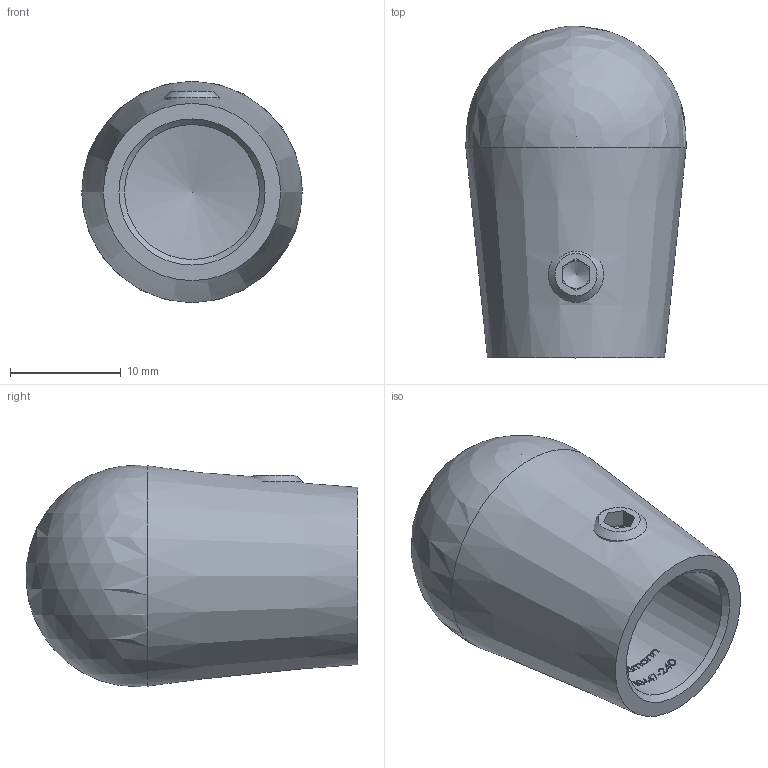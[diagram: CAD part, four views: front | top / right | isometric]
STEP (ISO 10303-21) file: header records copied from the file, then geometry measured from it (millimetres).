
FILE_DESCRIPTION (( 'STEP AP203' ), '1' );
FILE_NAME ('50447-240.step', '2022-04-01T09:50:33', ( '' ), ( '' ), 'SwSTEP 2.0', 'SolidWorks 2018', '' );
FILE_SCHEMA (( 'CONFIG_CONTROL_DESIGN' ));
Length unit declared in the file: millimetre
Products named in the file (3): 5044x-240 Teil1_50447-240 Teil1; 50447-240; DIN913_DIN 913 M5x3
Assembly tree (2 placements, depth 2):
  50447-240
    5044x-240 Teil1_50447-240 Teil1
    DIN913_DIN 913 M5x3
Bounding box: 19.9 x 29.97 x 20 mm (x, y, z)
Volume: 5428.1 mm3; surface area: 2635.3 mm2
Topology: 2 solids, 2 shells, 245 faces, 642 edges, 425 vertices
Faces by surface type: plane 130, bspline 80, cylinder 28, cone 6, sphere 1
Full cylindrical faces by diameter (mm): 4.2 x1, 5 x1, 12.2 x1
Entity records: 11069 total; most frequent: CARTESIAN_POINT 5326, ORIENTED_EDGE 1252, DIRECTION 893, EDGE_CURVE 626, VERTEX_POINT 419, LINE 319, VECTOR 319, AXIS2_PLACEMENT_3D 287
